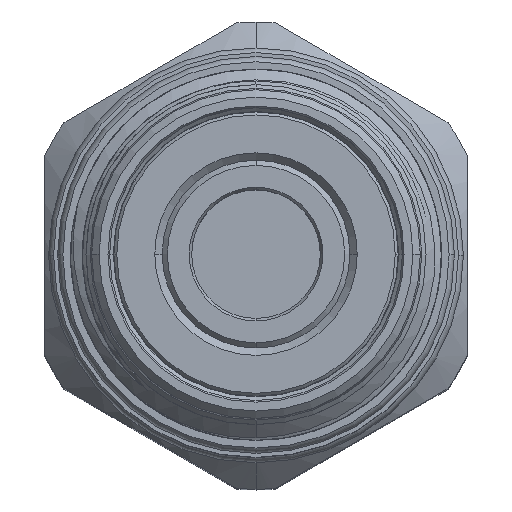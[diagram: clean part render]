
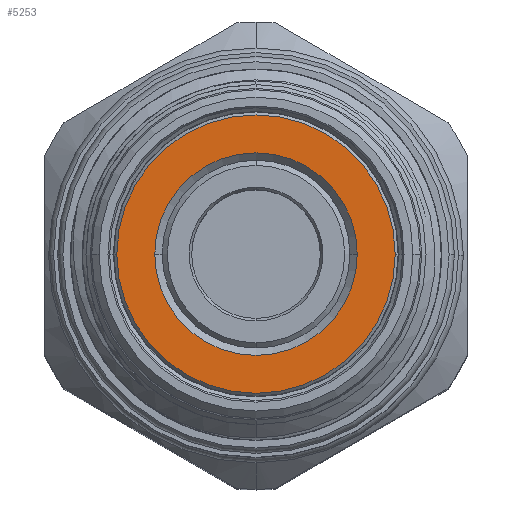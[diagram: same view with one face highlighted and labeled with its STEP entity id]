
A CAD part, top view. The second image highlights one B-rep face of the part: STEP entity #5253.
In plain terms, the highlighted planar face has unit normal (0, 0, 1).
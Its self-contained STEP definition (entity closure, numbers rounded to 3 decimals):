
#142 = DIRECTION ( 'NONE',  ( 0., 0., -1. ) ) ;
#161 = CIRCLE ( 'NONE', #9561, 6.85 ) ;
#221 = ORIENTED_EDGE ( 'NONE', *, *, #7945, .T. ) ;
#618 = AXIS2_PLACEMENT_3D ( 'NONE', #4273, #9403, #8193 ) ;
#931 = PLANE ( 'NONE',  #2890 ) ;
#1380 = DIRECTION ( 'NONE',  ( 1., 0., 0. ) ) ;
#2118 = CARTESIAN_POINT ( 'NONE',  ( 6.85, 0., 102.32 ) ) ;
#2177 = CARTESIAN_POINT ( 'NONE',  ( 9.615, 0., 102.32 ) ) ;
#2347 = DIRECTION ( 'NONE',  ( 0., 0., 1. ) ) ;
#2594 = EDGE_CURVE ( 'NONE', #4940, #4097, #161, .T. ) ;
#2890 = AXIS2_PLACEMENT_3D ( 'NONE', #2177, #10884, #4493 ) ;
#3349 = CIRCLE ( 'NONE', #10095, 6.85 ) ;
#3906 = CARTESIAN_POINT ( 'NONE',  ( -6.85, 0., 102.32 ) ) ;
#4097 = VERTEX_POINT ( 'NONE', #2118 ) ;
#4120 = CARTESIAN_POINT ( 'NONE',  ( 0., 0., 102.32 ) ) ;
#4273 = CARTESIAN_POINT ( 'NONE',  ( 0., 0., 102.32 ) ) ;
#4493 = DIRECTION ( 'NONE',  ( -1., 0., 0. ) ) ;
#4940 = VERTEX_POINT ( 'NONE', #3906 ) ;
#4994 = VERTEX_POINT ( 'NONE', #12939 ) ;
#5069 = EDGE_LOOP ( 'NONE', ( #8399, #221 ) ) ;
#5253 = ADVANCED_FACE ( 'NONE', ( #6197, #10285 ), #931, .T. ) ;
#5517 = ORIENTED_EDGE ( 'NONE', *, *, #11966, .T. ) ;
#5752 = EDGE_CURVE ( 'NONE', #4994, #13785, #7537, .T. ) ;
#6197 = FACE_OUTER_BOUND ( 'NONE', #5069, .T. ) ;
#6804 = DIRECTION ( 'NONE',  ( 1., 0., 0. ) ) ;
#7537 = CIRCLE ( 'NONE', #618, 9.415 ) ;
#7945 = EDGE_CURVE ( 'NONE', #13785, #4994, #16014, .T. ) ;
#8193 = DIRECTION ( 'NONE',  ( -1., 0., 0. ) ) ;
#8399 = ORIENTED_EDGE ( 'NONE', *, *, #5752, .T. ) ;
#8828 = CARTESIAN_POINT ( 'NONE',  ( 0., 0., 102.32 ) ) ;
#9403 = DIRECTION ( 'NONE',  ( 0., 0., 1. ) ) ;
#9561 = AXIS2_PLACEMENT_3D ( 'NONE', #4120, #12984, #6804 ) ;
#9833 = CARTESIAN_POINT ( 'NONE',  ( -9.415, 0., 102.32 ) ) ;
#10095 = AXIS2_PLACEMENT_3D ( 'NONE', #8828, #142, #1380 ) ;
#10285 = FACE_BOUND ( 'NONE', #14983, .T. ) ;
#10884 = DIRECTION ( 'NONE',  ( 0., 0., 1. ) ) ;
#11046 = DIRECTION ( 'NONE',  ( -1., 0., 0. ) ) ;
#11966 = EDGE_CURVE ( 'NONE', #4097, #4940, #3349, .T. ) ;
#12809 = AXIS2_PLACEMENT_3D ( 'NONE', #15953, #2347, #11046 ) ;
#12939 = CARTESIAN_POINT ( 'NONE',  ( 9.415, 0., 102.32 ) ) ;
#12984 = DIRECTION ( 'NONE',  ( 0., 0., -1. ) ) ;
#13293 = ORIENTED_EDGE ( 'NONE', *, *, #2594, .T. ) ;
#13785 = VERTEX_POINT ( 'NONE', #9833 ) ;
#14983 = EDGE_LOOP ( 'NONE', ( #13293, #5517 ) ) ;
#15953 = CARTESIAN_POINT ( 'NONE',  ( 0., 0., 102.32 ) ) ;
#16014 = CIRCLE ( 'NONE', #12809, 9.415 ) ;
